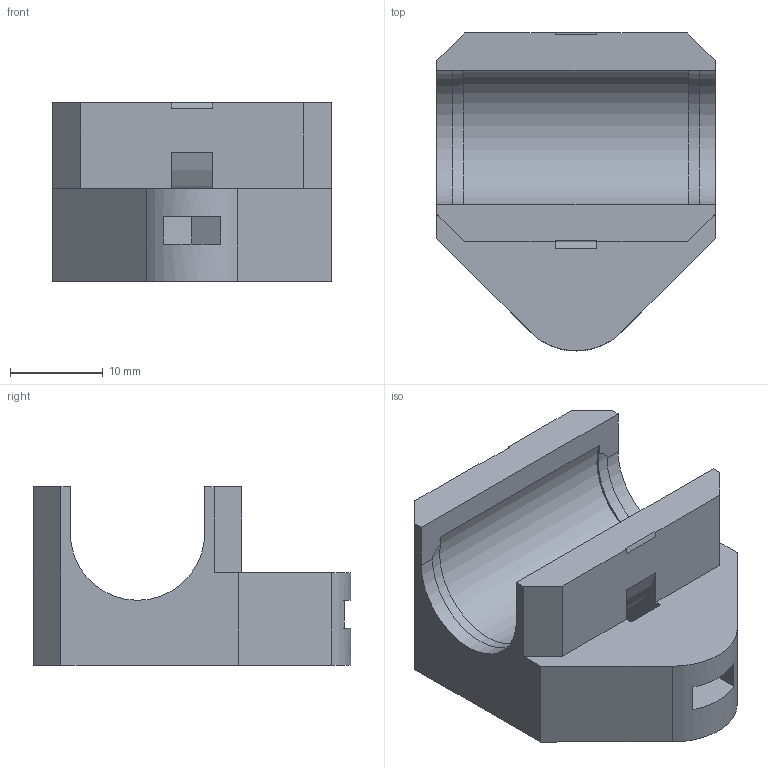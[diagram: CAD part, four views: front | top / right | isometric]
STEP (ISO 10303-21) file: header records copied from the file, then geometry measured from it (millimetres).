
FILE_DESCRIPTION(/* description */ ('SoporteRodamientoLinealYV2'),/* implementation_level */ '2;1');
FILE_NAME(/* name */ 'G004156_Cycl_soporteRodamientoLinealYV2.stp',/* time_stamp */ '2015-09-04T18:31:50+02:00',/* author */ ('jnazabal'),/* organization */ (''),/* preprocessor_version */ 'ST-DEVELOPER v15.6',/* originating_system */ 'Autodesk Inventor 2015',/* authorisation */ '');
FILE_SCHEMA (('AUTOMOTIVE_DESIGN { 1 0 10303 214 3 1 1 }'));
Length unit declared in the file: millimetre
Products named in the file (1): G004156_Cycl_soporteRodamientoLinealYV2
Bounding box: 30 x 34.25 x 19.25 mm (x, y, z)
Volume: 9405 mm3; surface area: 4572.1 mm2
Topology: 1 solids, 1 shells, 43 faces, 124 edges, 83 vertices
Faces by surface type: plane 30, cylinder 10, cone 3
Full cylindrical faces by diameter (mm): 3.75 x2
Entity records: 1396 total; most frequent: CARTESIAN_POINT 250, ORIENTED_EDGE 236, DIRECTION 226, EDGE_CURVE 118, LINE 90, VECTOR 90, VERTEX_POINT 80, AXIS2_PLACEMENT_3D 68
